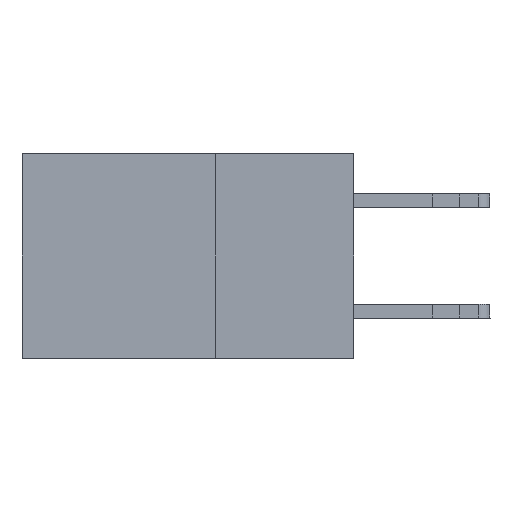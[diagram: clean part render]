
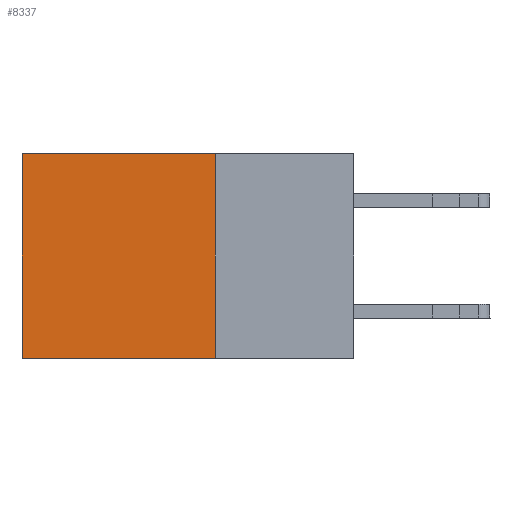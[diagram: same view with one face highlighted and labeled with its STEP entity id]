
A CAD part, left-side view. The second image highlights one B-rep face of the part: STEP entity #8337.
In plain terms, the highlighted planar face has unit normal (-1, 0, 0).
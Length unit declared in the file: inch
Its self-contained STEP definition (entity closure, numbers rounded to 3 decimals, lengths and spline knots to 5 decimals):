
#430 = CARTESIAN_POINT ( 'NONE',  ( 0.2875, 0.25, 0. ) ) ;
#568 = DIRECTION ( 'NONE',  ( 0., 1., 0. ) ) ;
#671 = CARTESIAN_POINT ( 'NONE',  ( 0.2875, 0.25, -0.37 ) ) ;
#1820 = CARTESIAN_POINT ( 'NONE',  ( 0.2875, 0.6, 0. ) ) ;
#2342 = LINE ( 'NONE', #671, #3903 ) ;
#3436 = DIRECTION ( 'NONE',  ( 0., 0., -1. ) ) ;
#3693 = ORIENTED_EDGE ( 'NONE', *, *, #21364, .F. ) ;
#3903 = VECTOR ( 'NONE', #568, 39.37008 ) ;
#4431 = LINE ( 'NONE', #7689, #18308 ) ;
#4799 = CARTESIAN_POINT ( 'NONE',  ( 0.2875, 0.25, 0. ) ) ;
#5055 = EDGE_CURVE ( 'NONE', #20573, #19123, #13522, .T. ) ;
#7352 = EDGE_CURVE ( 'NONE', #19450, #12187, #11716, .T. ) ;
#7689 = CARTESIAN_POINT ( 'NONE',  ( 0.2875, 0.25, 0. ) ) ;
#7801 = AXIS2_PLACEMENT_3D ( 'NONE', #4799, #11779, #3436 ) ;
#7906 = DIRECTION ( 'NONE',  ( 0., 1., 0. ) ) ;
#8116 = CARTESIAN_POINT ( 'NONE',  ( 0.2875, 0.6, 0. ) ) ;
#8337 = ADVANCED_FACE ( 'NONE', ( #13366 ), #18907, .F. ) ;
#10027 = CARTESIAN_POINT ( 'NONE',  ( 0.2875, 0.25, 0. ) ) ;
#10368 = ORIENTED_EDGE ( 'NONE', *, *, #21083, .T. ) ;
#10534 = VECTOR ( 'NONE', #16935, 39.37008 ) ;
#11001 = VECTOR ( 'NONE', #20307, 39.37008 ) ;
#11716 = LINE ( 'NONE', #8116, #11001 ) ;
#11779 = DIRECTION ( 'NONE',  ( 1., 0., 0. ) ) ;
#12187 = VERTEX_POINT ( 'NONE', #12250 ) ;
#12250 = CARTESIAN_POINT ( 'NONE',  ( 0.2875, 0.6, -0.37 ) ) ;
#13366 = FACE_OUTER_BOUND ( 'NONE', #13650, .T. ) ;
#13522 = LINE ( 'NONE', #10027, #10534 ) ;
#13650 = EDGE_LOOP ( 'NONE', ( #21323, #3693, #22229, #10368 ) ) ;
#16274 = CARTESIAN_POINT ( 'NONE',  ( 0.2875, 0.25, -0.37 ) ) ;
#16935 = DIRECTION ( 'NONE',  ( 0., 0., -1. ) ) ;
#18308 = VECTOR ( 'NONE', #7906, 39.37008 ) ;
#18907 = PLANE ( 'NONE',  #7801 ) ;
#19123 = VERTEX_POINT ( 'NONE', #16274 ) ;
#19450 = VERTEX_POINT ( 'NONE', #1820 ) ;
#20307 = DIRECTION ( 'NONE',  ( 0., 0., -1. ) ) ;
#20573 = VERTEX_POINT ( 'NONE', #430 ) ;
#21083 = EDGE_CURVE ( 'NONE', #20573, #19450, #4431, .T. ) ;
#21323 = ORIENTED_EDGE ( 'NONE', *, *, #7352, .T. ) ;
#21364 = EDGE_CURVE ( 'NONE', #19123, #12187, #2342, .T. ) ;
#22229 = ORIENTED_EDGE ( 'NONE', *, *, #5055, .F. ) ;
